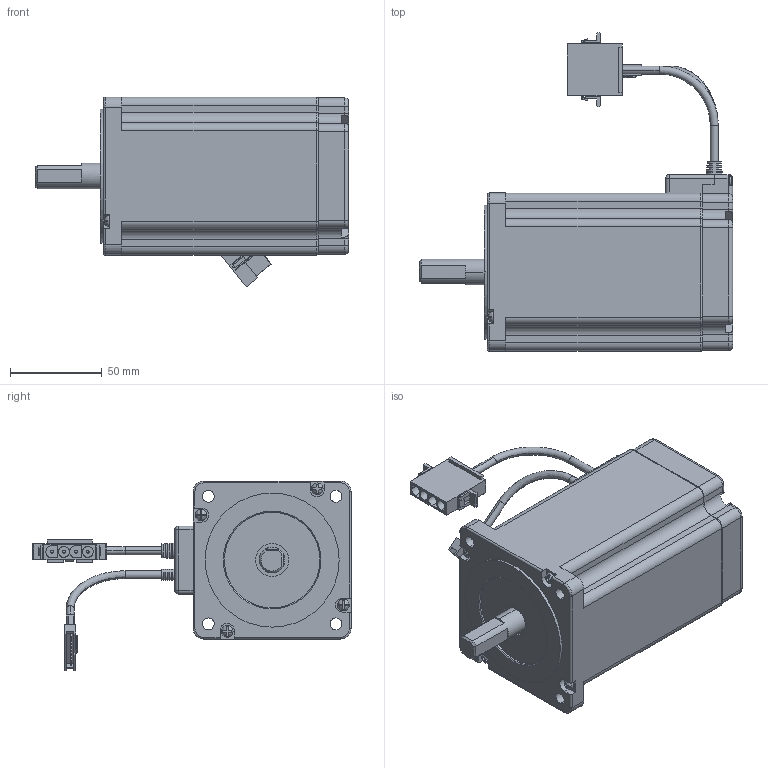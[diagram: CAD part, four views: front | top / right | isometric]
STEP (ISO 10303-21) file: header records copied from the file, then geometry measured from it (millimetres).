
FILE_DESCRIPTION (( 'STEP AP203' ), '1' );
FILE_NAME ('P1A-MO-086-02-R00.STEP', '2016-03-29T07:40:10', ( '' ), ( '' ), 'SwSTEP 2.0', 'SolidWorks 2013', '' );
FILE_SCHEMA (( 'CONFIG_CONTROL_DESIGN' ));
Length unit declared in the file: millimetre
Products named in the file (7): pan cross head_ks_KS 1023 PC- M3 x 12-N; M11-MO-086-02-R00; P1A-MO-086-02-R00; M1A-EC-086-01-R00_ル遽; M1A-EC-086-02-R00_ル遽; 86陝 賅攪瞪錳摹; 42阿 浚内歹 纳捞喉急_钎霖
Assembly tree (11 placements, depth 2):
  P1A-MO-086-02-R00
    M1A-EC-086-01-R00_ル遽
    M1A-EC-086-02-R00_ル遽
    86陝 賅攪瞪錳摹
    42阿 浚内歹 纳捞喉急_钎霖
    pan cross head_ks_KS 1023 PC- M3 x 12-N  x6
    M11-MO-086-02-R00
Bounding box: 170.5 x 173.25 x 103.36 mm (x, y, z)
Volume: 829938.4 mm3; surface area: 96093.4 mm2
Topology: 11 solids, 11 shells, 963 faces, 2516 edges, 1602 vertices
Faces by surface type: plane 551, cylinder 245, cone 89, torus 54, sphere 14, bspline 10
Entity records: 25888 total; most frequent: CARTESIAN_POINT 4903, DIRECTION 4317, ORIENTED_EDGE 4168, EDGE_CURVE 2084, AXIS2_PLACEMENT_3D 1504, VERTEX_POINT 1347, LINE 1309, VECTOR 1309
